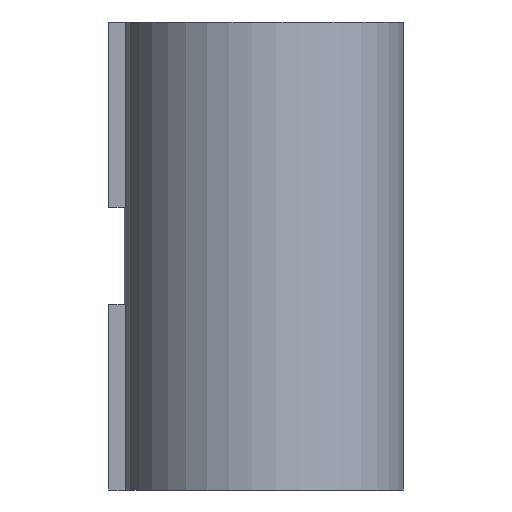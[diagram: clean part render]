
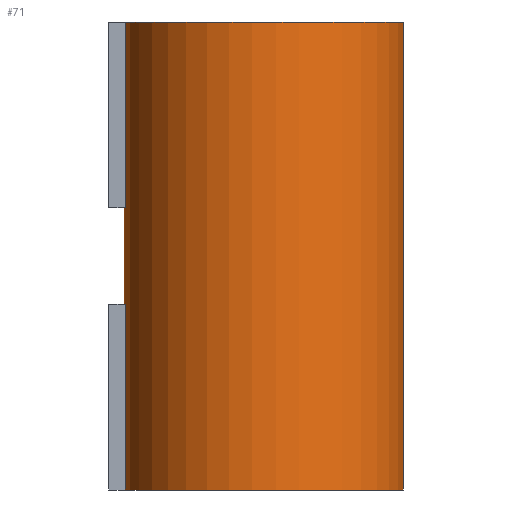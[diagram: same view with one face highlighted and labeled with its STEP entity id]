
A CAD part, left-side view. The second image highlights one B-rep face of the part: STEP entity #71.
In plain terms, the highlighted cylindrical face has radius 9 mm (diameter 18 mm), a partial arc.
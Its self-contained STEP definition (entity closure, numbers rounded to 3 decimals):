
#71 = ADVANCED_FACE( '', ( #158 ), #159, .T. );
#158 = FACE_OUTER_BOUND( '', #258, .T. );
#159 = CYLINDRICAL_SURFACE( '', #259, 9. );
#258 = EDGE_LOOP( '', ( #419, #420, #421, #422, #423, #424, #425, #426, #427, #428, #429, #430 ) );
#259 = AXIS2_PLACEMENT_3D( '', #431, #432, #433 );
#419 = ORIENTED_EDGE( '', *, *, #687, .F. );
#420 = ORIENTED_EDGE( '', *, *, #688, .F. );
#421 = ORIENTED_EDGE( '', *, *, #689, .F. );
#422 = ORIENTED_EDGE( '', *, *, #690, .F. );
#423 = ORIENTED_EDGE( '', *, *, #691, .F. );
#424 = ORIENTED_EDGE( '', *, *, #664, .F. );
#425 = ORIENTED_EDGE( '', *, *, #692, .F. );
#426 = ORIENTED_EDGE( '', *, *, #643, .T. );
#427 = ORIENTED_EDGE( '', *, *, #693, .T. );
#428 = ORIENTED_EDGE( '', *, *, #626, .T. );
#429 = ORIENTED_EDGE( '', *, *, #694, .T. );
#430 = ORIENTED_EDGE( '', *, *, #639, .T. );
#431 = CARTESIAN_POINT( '', ( 0., 0., 30. ) );
#432 = DIRECTION( '', ( 0., 0., 1. ) );
#433 = DIRECTION( '', ( -1., 0., 0. ) );
#626 = EDGE_CURVE( '', #744, #745, #746, .T. );
#639 = EDGE_CURVE( '', #769, #767, #770, .T. );
#643 = EDGE_CURVE( '', #777, #775, #778, .T. );
#664 = EDGE_CURVE( '', #816, #818, #819, .T. );
#687 = EDGE_CURVE( '', #852, #767, #853, .T. );
#688 = EDGE_CURVE( '', #854, #852, #855, .T. );
#689 = EDGE_CURVE( '', #856, #854, #857, .F. );
#690 = EDGE_CURVE( '', #858, #856, #859, .T. );
#691 = EDGE_CURVE( '', #818, #858, #860, .T. );
#692 = EDGE_CURVE( '', #777, #816, #861, .F. );
#693 = EDGE_CURVE( '', #775, #744, #862, .F. );
#694 = EDGE_CURVE( '', #745, #769, #863, .T. );
#744 = VERTEX_POINT( '', #920 );
#745 = VERTEX_POINT( '', #921 );
#746 = CIRCLE( '', #922, 9. );
#767 = VERTEX_POINT( '', #952 );
#769 = VERTEX_POINT( '', #955 );
#770 = CIRCLE( '', #956, 9. );
#775 = VERTEX_POINT( '', #963 );
#777 = VERTEX_POINT( '', #966 );
#778 = CIRCLE( '', #967, 9. );
#816 = VERTEX_POINT( '', #1023 );
#818 = VERTEX_POINT( '', #1026 );
#819 = CIRCLE( '', #1027, 9. );
#852 = VERTEX_POINT( '', #1077 );
#853 = LINE( '', #1078, #1079 );
#854 = VERTEX_POINT( '', #1080 );
#855 = CIRCLE( '', #1081, 9. );
#856 = VERTEX_POINT( '', #1082 );
#857 = LINE( '', #1083, #1084 );
#858 = VERTEX_POINT( '', #1085 );
#859 = CIRCLE( '', #1086, 9. );
#860 = LINE( '', #1087, #1088 );
#861 = LINE( '', #1089, #1090 );
#862 = LINE( '', #1091, #1092 );
#863 = LINE( '', #1093, #1094 );
#920 = CARTESIAN_POINT( '', ( 1.2, 8.92, 11.9 ) );
#921 = CARTESIAN_POINT( '', ( -1.2, 8.92, 11.9 ) );
#922 = AXIS2_PLACEMENT_3D( '', #1176, #1177, #1178 );
#952 = CARTESIAN_POINT( '', ( -1.25, -8.913, 0. ) );
#955 = CARTESIAN_POINT( '', ( -1.2, 8.92, 0. ) );
#956 = AXIS2_PLACEMENT_3D( '', #1189, #1190, #1191 );
#963 = CARTESIAN_POINT( '', ( 1.2, 8.92, 0. ) );
#966 = CARTESIAN_POINT( '', ( 1.25, -8.913, 0. ) );
#967 = AXIS2_PLACEMENT_3D( '', #1195, #1196, #1197 );
#1023 = CARTESIAN_POINT( '', ( 1.25, -8.913, 30. ) );
#1026 = CARTESIAN_POINT( '', ( 1.2, 8.92, 30. ) );
#1027 = AXIS2_PLACEMENT_3D( '', #1217, #1218, #1219 );
#1077 = CARTESIAN_POINT( '', ( -1.25, -8.913, 30. ) );
#1078 = CARTESIAN_POINT( '', ( -1.25, -8.913, 30. ) );
#1079 = VECTOR( '', #1237, 1000. );
#1080 = CARTESIAN_POINT( '', ( -1.2, 8.92, 30. ) );
#1081 = AXIS2_PLACEMENT_3D( '', #1238, #1239, #1240 );
#1082 = CARTESIAN_POINT( '', ( -1.2, 8.92, 18.1 ) );
#1083 = CARTESIAN_POINT( '', ( -1.2, 8.92, 30. ) );
#1084 = VECTOR( '', #1241, 1000. );
#1085 = CARTESIAN_POINT( '', ( 1.2, 8.92, 18.1 ) );
#1086 = AXIS2_PLACEMENT_3D( '', #1242, #1243, #1244 );
#1087 = CARTESIAN_POINT( '', ( 1.2, 8.92, 30. ) );
#1088 = VECTOR( '', #1245, 1000. );
#1089 = CARTESIAN_POINT( '', ( 1.25, -8.913, 30. ) );
#1090 = VECTOR( '', #1246, 1000. );
#1091 = CARTESIAN_POINT( '', ( 1.2, 8.92, 30. ) );
#1092 = VECTOR( '', #1247, 1000. );
#1093 = CARTESIAN_POINT( '', ( -1.2, 8.92, 30. ) );
#1094 = VECTOR( '', #1248, 1000. );
#1176 = CARTESIAN_POINT( '', ( 0., 0., 11.9 ) );
#1177 = DIRECTION( '', ( 0., 0., 1. ) );
#1178 = DIRECTION( '', ( 1., 0., 0. ) );
#1189 = CARTESIAN_POINT( '', ( 0., 0., 0. ) );
#1190 = DIRECTION( '', ( 0., 0., 1. ) );
#1191 = DIRECTION( '', ( 1., 0., 0. ) );
#1195 = CARTESIAN_POINT( '', ( 0., 0., 0. ) );
#1196 = DIRECTION( '', ( 0., 0., 1. ) );
#1197 = DIRECTION( '', ( 1., 0., 0. ) );
#1217 = CARTESIAN_POINT( '', ( 0., 0., 30. ) );
#1218 = DIRECTION( '', ( 0., 0., 1. ) );
#1219 = DIRECTION( '', ( 1., 0., 0. ) );
#1237 = DIRECTION( '', ( 0., 0., -1. ) );
#1238 = CARTESIAN_POINT( '', ( 0., 0., 30. ) );
#1239 = DIRECTION( '', ( 0., 0., 1. ) );
#1240 = DIRECTION( '', ( 1., 0., 0. ) );
#1241 = DIRECTION( '', ( 0., 0., -1. ) );
#1242 = CARTESIAN_POINT( '', ( 0., 0., 18.1 ) );
#1243 = DIRECTION( '', ( 0., 0., 1. ) );
#1244 = DIRECTION( '', ( 1., 0., 0. ) );
#1245 = DIRECTION( '', ( 0., 0., -1. ) );
#1246 = DIRECTION( '', ( 0., 0., -1. ) );
#1247 = DIRECTION( '', ( 0., 0., -1. ) );
#1248 = DIRECTION( '', ( 0., 0., -1. ) );
